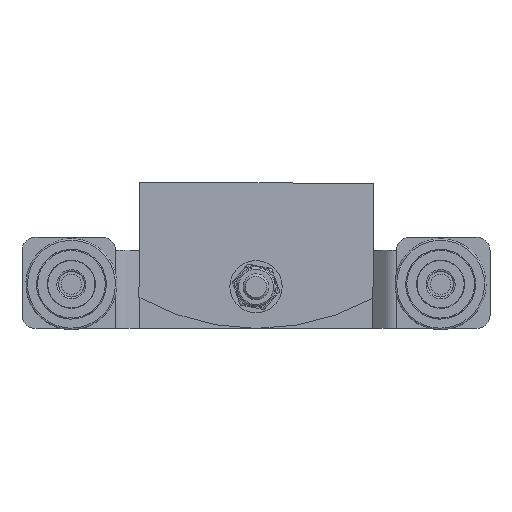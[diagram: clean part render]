
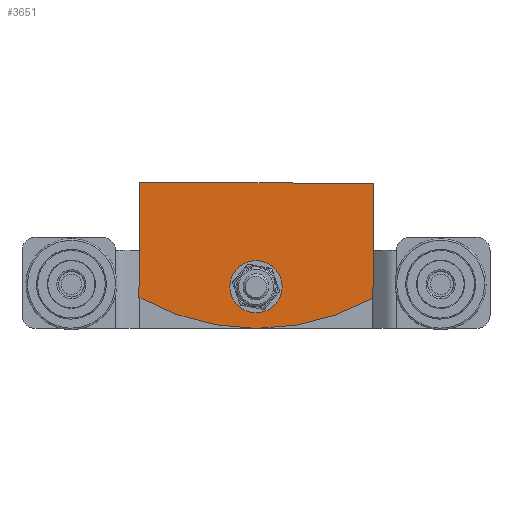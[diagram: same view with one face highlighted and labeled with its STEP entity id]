
A CAD part, front view. The second image highlights one B-rep face of the part: STEP entity #3651.
In plain terms, the highlighted face is planar.
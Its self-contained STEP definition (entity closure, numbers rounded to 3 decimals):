
#202=FACE_BOUND('',#860,.T.);
#270=CIRCLE('',#4160,6.1);
#271=CIRCLE('',#4162,91.956);
#508=PLANE('',#4168);
#645=FACE_OUTER_BOUND('',#859,.T.);
#859=EDGE_LOOP('',(#2942,#2943,#2944,#2945));
#860=EDGE_LOOP('',(#2946));
#1185=LINE('',#6149,#1438);
#1188=LINE('',#6155,#1441);
#1191=LINE('',#6160,#1444);
#1438=VECTOR('',#4960,10.);
#1441=VECTOR('',#4965,10.);
#1444=VECTOR('',#4970,10.);
#1703=VERTEX_POINT('',#6135);
#1704=VERTEX_POINT('',#6139);
#1705=VERTEX_POINT('',#6140);
#1708=VERTEX_POINT('',#6148);
#1710=VERTEX_POINT('',#6154);
#2160=EDGE_CURVE('',#1703,#1703,#270,.T.);
#2161=EDGE_CURVE('',#1704,#1705,#271,.T.);
#2165=EDGE_CURVE('',#1705,#1708,#1185,.T.);
#2168=EDGE_CURVE('',#1708,#1710,#1188,.T.);
#2171=EDGE_CURVE('',#1710,#1704,#1191,.T.);
#2942=ORIENTED_EDGE('',*,*,#2161,.F.);
#2943=ORIENTED_EDGE('',*,*,#2171,.F.);
#2944=ORIENTED_EDGE('',*,*,#2168,.F.);
#2945=ORIENTED_EDGE('',*,*,#2165,.F.);
#2946=ORIENTED_EDGE('',*,*,#2160,.T.);
#3651=ADVANCED_FACE('',(#645,#202),#508,.T.);
#4160=AXIS2_PLACEMENT_3D('',#6137,#4948,#4949);
#4162=AXIS2_PLACEMENT_3D('',#6141,#4952,#4953);
#4168=AXIS2_PLACEMENT_3D('',#6163,#4974,#4975);
#4948=DIRECTION('center_axis',(0.,0.,-1.));
#4949=DIRECTION('ref_axis',(-1.,0.,0.));
#4952=DIRECTION('center_axis',(0.,0.,-1.));
#4953=DIRECTION('ref_axis',(0.489,0.872,0.));
#4960=DIRECTION('',(0.,-1.,0.));
#4965=DIRECTION('',(-1.,0.,0.));
#4970=DIRECTION('',(0.,1.,0.));
#4974=DIRECTION('center_axis',(0.,0.,1.));
#4975=DIRECTION('ref_axis',(1.,0.,0.));
#6135=CARTESIAN_POINT('',(104.288,176.715,6.));
#6137=CARTESIAN_POINT('Origin',(98.188,176.715,6.));
#6139=CARTESIAN_POINT('',(53.188,180.952,6.));
#6140=CARTESIAN_POINT('',(143.188,180.952,6.));
#6141=CARTESIAN_POINT('Origin',(98.188,100.759,6.));
#6148=CARTESIAN_POINT('',(143.188,136.715,6.));
#6149=CARTESIAN_POINT('',(143.188,136.715,6.));
#6154=CARTESIAN_POINT('',(53.188,136.715,6.));
#6155=CARTESIAN_POINT('',(53.188,136.715,6.));
#6160=CARTESIAN_POINT('',(53.188,180.952,6.));
#6163=CARTESIAN_POINT('Origin',(98.188,161.587,6.));
